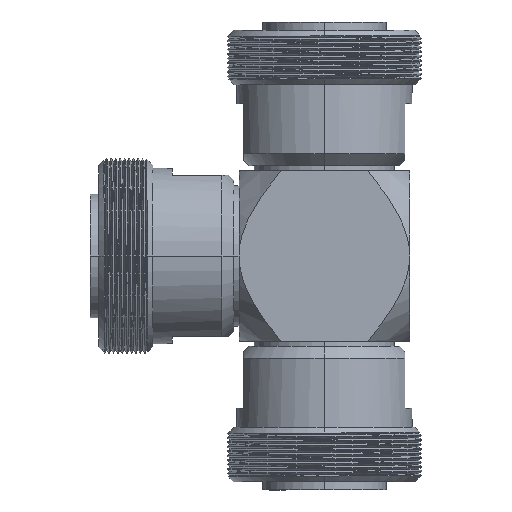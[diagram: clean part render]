
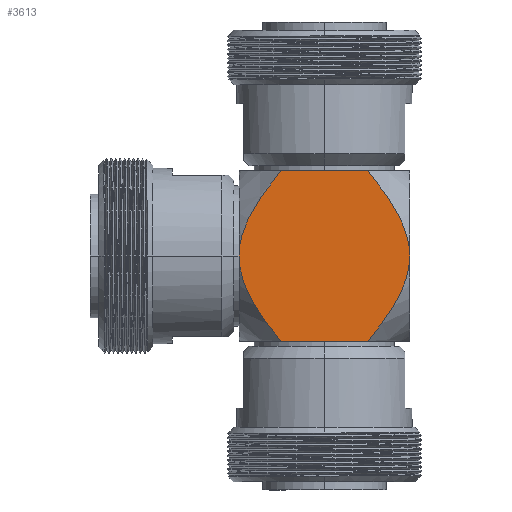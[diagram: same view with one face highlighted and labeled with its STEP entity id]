
A CAD part, front view. The second image highlights one B-rep face of the part: STEP entity #3613.
In plain terms, the highlighted planar face has unit normal (0, -1, 0).
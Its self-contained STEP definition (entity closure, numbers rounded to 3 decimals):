
#7 = CARTESIAN_POINT ( 'NONE',  ( 12.209, -12.7, 3.271 ) ) ;
#436 = CARTESIAN_POINT ( 'NONE',  ( 12.5, -12.7, 2.091 ) ) ;
#981 = B_SPLINE_CURVE_WITH_KNOTS ( 'NONE', 3,
 ( #11300, #12495, #3130, #11774, #6417, #12591, #6134, #13661, #7223, #1724, #2069, #2549, #11176, #8020, #6796, #1422 ),
 .UNSPECIFIED., .F., .F.,
 ( 4, 2, 2, 2, 2, 2, 2, 4 ),
 ( 0.083, 0.084, 0.085, 0.087, 0.088, 0.09, 0.094, 0.097 ),
 .UNSPECIFIED. ) ;
#1097 = CARTESIAN_POINT ( 'NONE',  ( -12.49, -12.7, -2.399 ) ) ;
#1209 = CARTESIAN_POINT ( 'NONE',  ( 7.202, -12.7, 11.785 ) ) ;
#1422 = CARTESIAN_POINT ( 'NONE',  ( 6.431, -12.7, -12.7 ) ) ;
#1461 = AXIS2_PLACEMENT_3D ( 'NONE', #12002, #9922, #3437 ) ;
#1549 = CARTESIAN_POINT ( 'NONE',  ( -12.7, -12.7, -12.7 ) ) ;
#1556 = CARTESIAN_POINT ( 'NONE',  ( -11.583, -12.7, 4.975 ) ) ;
#1600 = ORIENTED_EDGE ( 'NONE', *, *, #8462, .F. ) ;
#1724 = CARTESIAN_POINT ( 'NONE',  ( 11.21, -12.7, -5.794 ) ) ;
#1797 = B_SPLINE_CURVE_WITH_KNOTS ( 'NONE', 3,
 ( #7765, #1209, #11015, #13042, #6729, #6779, #12136, #7814, #7860, #7, #7683, #4770, #436, #6969, #12341, #6919 ),
 .UNSPECIFIED., .F., .F.,
 ( 4, 2, 2, 2, 2, 2, 2, 4 ),
 ( 0.069, 0.072, 0.074, 0.076, 0.079, 0.08, 0.081, 0.083 ),
 .UNSPECIFIED. ) ;
#2069 = CARTESIAN_POINT ( 'NONE',  ( 10.934, -12.7, -6.329 ) ) ;
#2266 = CARTESIAN_POINT ( 'NONE',  ( -9.02, -12.7, -9.387 ) ) ;
#2353 = VERTEX_POINT ( 'NONE', #5669 ) ;
#2549 = CARTESIAN_POINT ( 'NONE',  ( 10.046, -12.7, -7.897 ) ) ;
#2764 = CARTESIAN_POINT ( 'NONE',  ( -9.378, -12.7, 8.897 ) ) ;
#3130 = CARTESIAN_POINT ( 'NONE',  ( 12.687, -12.7, -0.601 ) ) ;
#3437 = DIRECTION ( 'NONE',  ( 0., 0., 1. ) ) ;
#3613 = ADVANCED_FACE ( 'NONE', ( #5895 ), #9893, .F. ) ;
#3726 = EDGE_CURVE ( 'NONE', #13629, #8016, #1797, .T. ) ;
#3771 = CARTESIAN_POINT ( 'NONE',  ( -12.597, -12.7, 1.51 ) ) ;
#3803 = CARTESIAN_POINT ( 'NONE',  ( -6.431, -12.7, 12.7 ) ) ;
#3849 = CARTESIAN_POINT ( 'NONE',  ( -12.024, -12.7, 3.847 ) ) ;
#4461 = CARTESIAN_POINT ( 'NONE',  ( -7.953, -12.7, -10.846 ) ) ;
#4540 = CARTESIAN_POINT ( 'NONE',  ( 6.431, -12.7, 12.7 ) ) ;
#4759 = CARTESIAN_POINT ( 'NONE',  ( -10.933, -12.7, 6.33 ) ) ;
#4770 = CARTESIAN_POINT ( 'NONE',  ( 12.439, -12.7, 2.387 ) ) ;
#4848 = CARTESIAN_POINT ( 'NONE',  ( -12.687, -12.7, 0.609 ) ) ;
#5588 = ORIENTED_EDGE ( 'NONE', *, *, #10582, .T. ) ;
#5669 = CARTESIAN_POINT ( 'NONE',  ( -6.431, -12.7, -12.7 ) ) ;
#5702 = CARTESIAN_POINT ( 'NONE',  ( 6.431, -12.7, -12.7 ) ) ;
#5895 = FACE_OUTER_BOUND ( 'NONE', #9031, .T. ) ;
#5902 = ORIENTED_EDGE ( 'NONE', *, *, #10470, .T. ) ;
#5964 = CARTESIAN_POINT ( 'NONE',  ( -12.7, -12.7, 0.304 ) ) ;
#6134 = CARTESIAN_POINT ( 'NONE',  ( 12.302, -12.7, -2.984 ) ) ;
#6269 = LINE ( 'NONE', #7851, #9656 ) ;
#6417 = CARTESIAN_POINT ( 'NONE',  ( 12.598, -12.7, -1.508 ) ) ;
#6600 = B_SPLINE_CURVE_WITH_KNOTS ( 'NONE', 3,
 ( #6611, #13198, #1097, #13063, #9866, #6664, #11044, #9944, #2266, #4461, #6747, #9827 ),
 .UNSPECIFIED., .F., .F.,
 ( 4, 2, 2, 2, 2, 4 ),
 ( 0.041, 0.045, 0.049, 0.05, 0.052, 0.056 ),
 .UNSPECIFIED. ) ;
#6611 = CARTESIAN_POINT ( 'NONE',  ( -12.7, -12.7, 0. ) ) ;
#6664 = CARTESIAN_POINT ( 'NONE',  ( -10.344, -12.7, -7.37 ) ) ;
#6729 = CARTESIAN_POINT ( 'NONE',  ( 9.359, -12.7, 8.902 ) ) ;
#6747 = CARTESIAN_POINT ( 'NONE',  ( -7.203, -12.7, -11.783 ) ) ;
#6779 = CARTESIAN_POINT ( 'NONE',  ( 10.022, -12.7, 7.893 ) ) ;
#6796 = CARTESIAN_POINT ( 'NONE',  ( 7.206, -12.7, -11.78 ) ) ;
#6919 = CARTESIAN_POINT ( 'NONE',  ( 12.7, -12.7, 0. ) ) ;
#6963 = CARTESIAN_POINT ( 'NONE',  ( -11.209, -12.7, 5.797 ) ) ;
#6969 = CARTESIAN_POINT ( 'NONE',  ( 12.649, -12.7, 1.2 ) ) ;
#7064 = CARTESIAN_POINT ( 'NONE',  ( -6.431, -12.7, 12.7 ) ) ;
#7094 = CARTESIAN_POINT ( 'NONE',  ( -7.203, -12.7, 11.784 ) ) ;
#7197 = CARTESIAN_POINT ( 'NONE',  ( 12.7, -12.7, 0. ) ) ;
#7223 = CARTESIAN_POINT ( 'NONE',  ( 11.712, -12.7, -4.691 ) ) ;
#7507 = LINE ( 'NONE', #1549, #11200 ) ;
#7548 = B_SPLINE_CURVE_WITH_KNOTS ( 'NONE', 3,
 ( #7064, #7094, #11245, #2764, #8088, #4759, #6963, #1556, #10263, #12470, #3849, #10363, #8196, #3771, #11327, #4848, #5964, #8530 ),
 .UNSPECIFIED., .F., .F.,
 ( 4, 2, 2, 2, 2, 2, 2, 2, 4 ),
 ( 0.027, 0.031, 0.034, 0.036, 0.037, 0.038, 0.04, 0.041, 0.041 ),
 .UNSPECIFIED. ) ;
#7683 = CARTESIAN_POINT ( 'NONE',  ( 12.293, -12.7, 2.978 ) ) ;
#7765 = CARTESIAN_POINT ( 'NONE',  ( 6.431, -12.7, 12.7 ) ) ;
#7814 = CARTESIAN_POINT ( 'NONE',  ( 11.233, -12.7, 5.8 ) ) ;
#7835 = VERTEX_POINT ( 'NONE', #3803 ) ;
#7851 = CARTESIAN_POINT ( 'NONE',  ( -12.7, -12.7, 12.7 ) ) ;
#7860 = CARTESIAN_POINT ( 'NONE',  ( 11.746, -12.7, 4.713 ) ) ;
#8016 = VERTEX_POINT ( 'NONE', #7197 ) ;
#8020 = CARTESIAN_POINT ( 'NONE',  ( 7.96, -12.7, -10.836 ) ) ;
#8088 = CARTESIAN_POINT ( 'NONE',  ( -10.047, -12.7, 7.896 ) ) ;
#8196 = CARTESIAN_POINT ( 'NONE',  ( -12.448, -12.7, 2.399 ) ) ;
#8462 = EDGE_CURVE ( 'NONE', #8016, #10756, #981, .T. ) ;
#8530 = CARTESIAN_POINT ( 'NONE',  ( -12.7, -12.7, 0. ) ) ;
#8866 = ORIENTED_EDGE ( 'NONE', *, *, #3726, .F. ) ;
#9031 = EDGE_LOOP ( 'NONE', ( #9268, #9807, #5588, #5902, #1600, #8866 ) ) ;
#9174 = DIRECTION ( 'NONE',  ( 1., 0., 0. ) ) ;
#9268 = ORIENTED_EDGE ( 'NONE', *, *, #11479, .F. ) ;
#9656 = VECTOR ( 'NONE', #11064, 1000. ) ;
#9807 = ORIENTED_EDGE ( 'NONE', *, *, #13709, .T. ) ;
#9827 = CARTESIAN_POINT ( 'NONE',  ( -6.431, -12.7, -12.7 ) ) ;
#9866 = CARTESIAN_POINT ( 'NONE',  ( -11.231, -12.7, -5.802 ) ) ;
#9893 = PLANE ( 'NONE',  #1461 ) ;
#9922 = DIRECTION ( 'NONE',  ( 0., 1., 0. ) ) ;
#9944 = CARTESIAN_POINT ( 'NONE',  ( -9.366, -12.7, -8.891 ) ) ;
#10263 = CARTESIAN_POINT ( 'NONE',  ( -11.701, -12.7, 4.698 ) ) ;
#10363 = CARTESIAN_POINT ( 'NONE',  ( -12.302, -12.7, 2.983 ) ) ;
#10470 = EDGE_CURVE ( 'NONE', #2353, #10756, #7507, .T. ) ;
#10582 = EDGE_CURVE ( 'NONE', #11689, #2353, #6600, .T. ) ;
#10756 = VERTEX_POINT ( 'NONE', #5702 ) ;
#11015 = CARTESIAN_POINT ( 'NONE',  ( 7.949, -12.7, 10.85 ) ) ;
#11044 = CARTESIAN_POINT ( 'NONE',  ( -10.029, -12.7, -7.883 ) ) ;
#11064 = DIRECTION ( 'NONE',  ( 1., 0., 0. ) ) ;
#11176 = CARTESIAN_POINT ( 'NONE',  ( 9.38, -12.7, -8.895 ) ) ;
#11200 = VECTOR ( 'NONE', #9174, 1000. ) ;
#11245 = CARTESIAN_POINT ( 'NONE',  ( -7.953, -12.7, 10.846 ) ) ;
#11300 = CARTESIAN_POINT ( 'NONE',  ( 12.7, -12.7, 0. ) ) ;
#11327 = CARTESIAN_POINT ( 'NONE',  ( -12.636, -12.7, 1.211 ) ) ;
#11479 = EDGE_CURVE ( 'NONE', #7835, #13629, #6269, .T. ) ;
#11689 = VERTEX_POINT ( 'NONE', #12129 ) ;
#11774 = CARTESIAN_POINT ( 'NONE',  ( 12.636, -12.7, -1.205 ) ) ;
#12002 = CARTESIAN_POINT ( 'NONE',  ( -12.7, -12.7, 12.7 ) ) ;
#12129 = CARTESIAN_POINT ( 'NONE',  ( -12.7, -12.7, 0. ) ) ;
#12136 = CARTESIAN_POINT ( 'NONE',  ( 10.341, -12.7, 7.375 ) ) ;
#12341 = CARTESIAN_POINT ( 'NONE',  ( 12.7, -12.7, 0.602 ) ) ;
#12470 = CARTESIAN_POINT ( 'NONE',  ( -11.922, -12.7, 4.134 ) ) ;
#12495 = CARTESIAN_POINT ( 'NONE',  ( 12.7, -12.7, -0.3 ) ) ;
#12591 = CARTESIAN_POINT ( 'NONE',  ( 12.448, -12.7, -2.401 ) ) ;
#13042 = CARTESIAN_POINT ( 'NONE',  ( 9.014, -12.7, 9.396 ) ) ;
#13063 = CARTESIAN_POINT ( 'NONE',  ( -11.745, -12.7, -4.717 ) ) ;
#13198 = CARTESIAN_POINT ( 'NONE',  ( -12.7, -12.7, -1.215 ) ) ;
#13629 = VERTEX_POINT ( 'NONE', #4540 ) ;
#13661 = CARTESIAN_POINT ( 'NONE',  ( 11.934, -12.7, -4.128 ) ) ;
#13709 = EDGE_CURVE ( 'NONE', #7835, #11689, #7548, .T. ) ;
